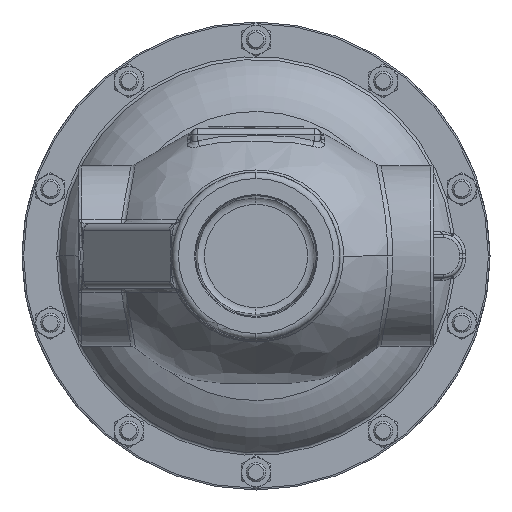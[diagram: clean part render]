
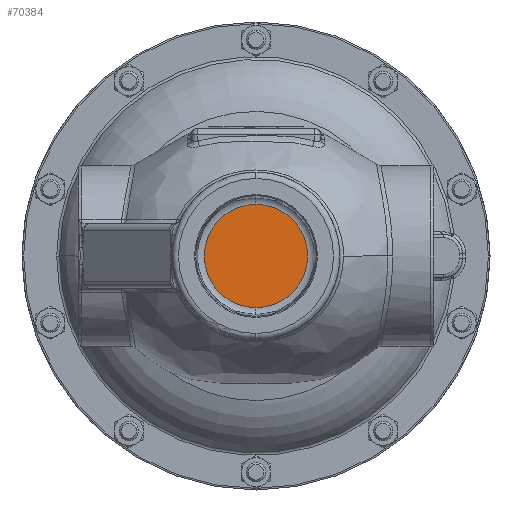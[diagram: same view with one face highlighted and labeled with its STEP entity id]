
A CAD part, front view. The second image highlights one B-rep face of the part: STEP entity #70384.
In plain terms, the highlighted planar face has unit normal (0, -1, 0).
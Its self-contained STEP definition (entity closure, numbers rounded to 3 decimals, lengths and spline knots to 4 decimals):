
#4632 = ORIENTED_EDGE ( 'NONE', *, *, #42126, .F. ) ;
#7745 = DIRECTION ( 'NONE',  ( 0., 1., 0. ) ) ;
#19851 = CARTESIAN_POINT ( 'NONE',  ( 0., -5.4373, 0. ) ) ;
#22242 = ORIENTED_EDGE ( 'NONE', *, *, #104901, .F. ) ;
#23794 = AXIS2_PLACEMENT_3D ( 'NONE', #19851, #86366, #29476 ) ;
#24794 = DIRECTION ( 'NONE',  ( 0., -1., 0. ) ) ;
#29476 = DIRECTION ( 'NONE',  ( 0., 0., 1. ) ) ;
#42126 = EDGE_CURVE ( 'NONE', #54180, #108265, #64200, .T. ) ;
#42885 = AXIS2_PLACEMENT_3D ( 'NONE', #81709, #24794, #91273 ) ;
#43473 = PLANE ( 'NONE',  #42885 ) ;
#44541 = CARTESIAN_POINT ( 'NONE',  ( 0., -5.4373, 1. ) ) ;
#54180 = VERTEX_POINT ( 'NONE', #44541 ) ;
#64200 = CIRCLE ( 'NONE', #75098, 1. ) ;
#64653 = CARTESIAN_POINT ( 'NONE',  ( 0., -5.4373, 0. ) ) ;
#67331 = CIRCLE ( 'NONE', #23794, 1. ) ;
#70384 = ADVANCED_FACE ( 'NONE', ( #89526 ), #43473, .T. ) ;
#74181 = DIRECTION ( 'NONE',  ( 0., 0., 1. ) ) ;
#75098 = AXIS2_PLACEMENT_3D ( 'NONE', #64653, #7745, #74181 ) ;
#81709 = CARTESIAN_POINT ( 'NONE',  ( 0., -5.4373, 0. ) ) ;
#86366 = DIRECTION ( 'NONE',  ( 0., 1., 0. ) ) ;
#89526 = FACE_OUTER_BOUND ( 'NONE', #112083, .T. ) ;
#90444 = CARTESIAN_POINT ( 'NONE',  ( 0., -5.4373, -1. ) ) ;
#91273 = DIRECTION ( 'NONE',  ( 0., 0., -1. ) ) ;
#104901 = EDGE_CURVE ( 'NONE', #108265, #54180, #67331, .T. ) ;
#108265 = VERTEX_POINT ( 'NONE', #90444 ) ;
#112083 = EDGE_LOOP ( 'NONE', ( #4632, #22242 ) ) ;
